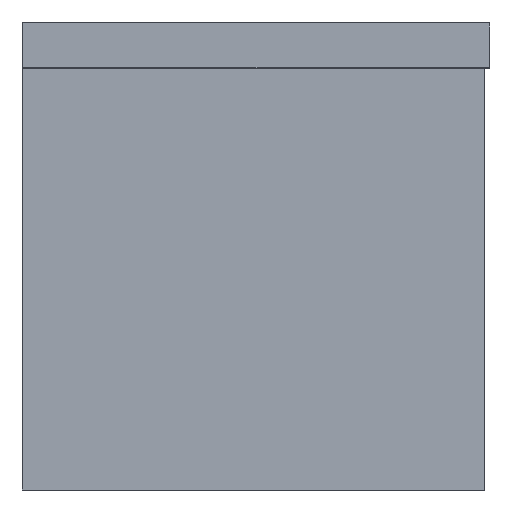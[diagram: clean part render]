
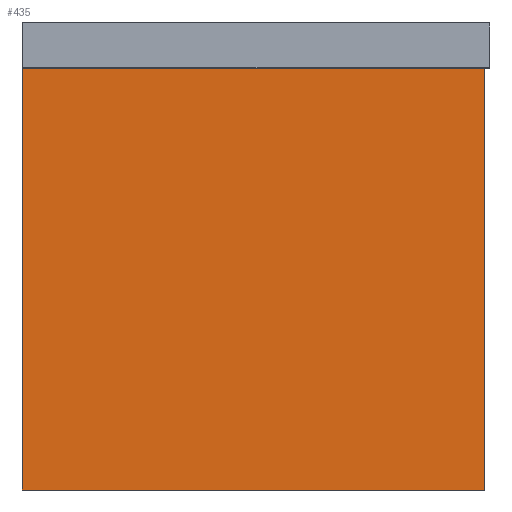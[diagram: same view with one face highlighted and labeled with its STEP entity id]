
A CAD part, left-side view. The second image highlights one B-rep face of the part: STEP entity #435.
In plain terms, the highlighted face is planar.
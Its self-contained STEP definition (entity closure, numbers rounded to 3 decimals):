
#435=ADVANCED_FACE('',(#658),#3909,.T.);
#658=FACE_OUTER_BOUND('',#882,.T.);
#882=EDGE_LOOP('',(#1978,#1979,#1980,#1981));
#1978=ORIENTED_EDGE('',*,*,#2653,.F.);
#1979=ORIENTED_EDGE('',*,*,#2654,.F.);
#1980=ORIENTED_EDGE('',*,*,#2655,.F.);
#1981=ORIENTED_EDGE('',*,*,#2652,.F.);
#2652=EDGE_CURVE('',#3674,#3675,#3254,.T.);
#2653=EDGE_CURVE('',#3676,#3674,#3255,.T.);
#2654=EDGE_CURVE('',#3677,#3676,#3256,.T.);
#2655=EDGE_CURVE('',#3675,#3677,#3257,.T.);
#3254=B_SPLINE_CURVE_WITH_KNOTS('',1,(#6876,#6877),.UNSPECIFIED.,.F.,.F.,
(2,2),(-450.,0.),.UNSPECIFIED.);
#3255=B_SPLINE_CURVE_WITH_KNOTS('',1,(#6878,#6879),.UNSPECIFIED.,.F.,.F.,
(2,2),(-494.,0.),.UNSPECIFIED.);
#3256=B_SPLINE_CURVE_WITH_KNOTS('',1,(#6880,#6881),.UNSPECIFIED.,.F.,.F.,
(2,2),(-450.,0.),.UNSPECIFIED.);
#3257=B_SPLINE_CURVE_WITH_KNOTS('',1,(#6882,#6883),.UNSPECIFIED.,.F.,.F.,
(2,2),(-494.,0.),.UNSPECIFIED.);
#3674=VERTEX_POINT('',#6868);
#3675=VERTEX_POINT('',#6869);
#3676=VERTEX_POINT('',#6870);
#3677=VERTEX_POINT('',#6871);
#3909=PLANE('',#4345);
#4345=AXIS2_PLACEMENT_3D('',#6862,#4605,$);
#4605=DIRECTION('',(1.,0.,0.));
#6862=CARTESIAN_POINT('',(8.,270.,-49.4));
#6868=CARTESIAN_POINT('',(8.,225.,0.));
#6869=CARTESIAN_POINT('',(8.,-225.,0.));
#6870=CARTESIAN_POINT('',(8.,225.,494.));
#6871=CARTESIAN_POINT('',(8.,-225.,494.));
#6876=CARTESIAN_POINT('',(8.,225.,0.));
#6877=CARTESIAN_POINT('',(8.,-225.,0.));
#6878=CARTESIAN_POINT('',(8.,225.,494.));
#6879=CARTESIAN_POINT('',(8.,225.,0.));
#6880=CARTESIAN_POINT('',(8.,-225.,494.));
#6881=CARTESIAN_POINT('',(8.,225.,494.));
#6882=CARTESIAN_POINT('',(8.,-225.,0.));
#6883=CARTESIAN_POINT('',(8.,-225.,494.));
